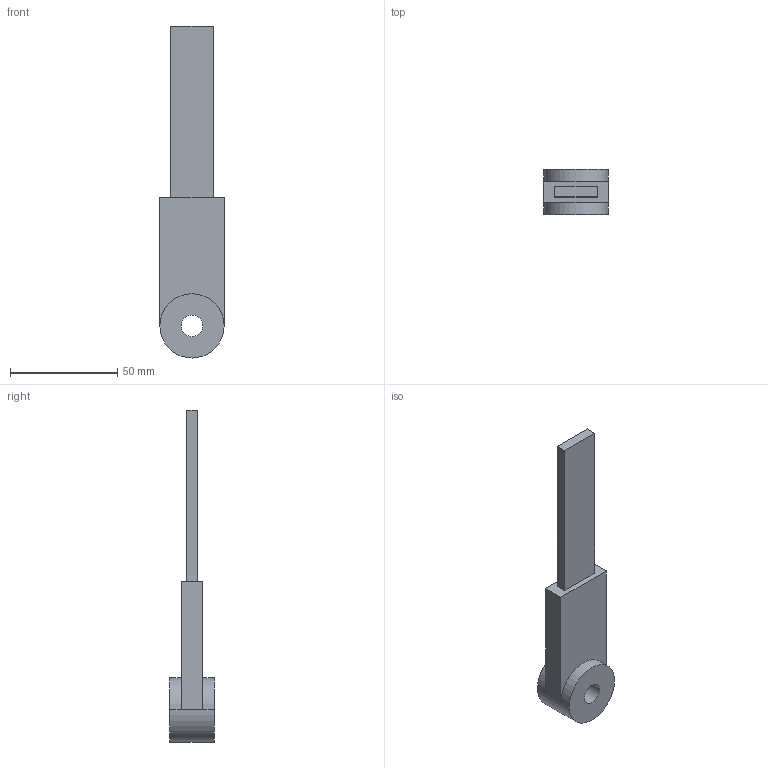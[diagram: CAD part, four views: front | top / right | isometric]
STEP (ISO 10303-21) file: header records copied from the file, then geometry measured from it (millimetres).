
FILE_DESCRIPTION((''),'2;1');
FILE_NAME('ANKLE_LINK','2019-08-23T15:17:01',('jbn176'),(''),'CREO PARAMETRIC BY PTC INC, 2018260','CREO PARAMETRIC BY PTC INC, 2018260','');
FILE_SCHEMA(('CONFIG_CONTROL_DESIGN'));
Length unit declared in the file: metre
Products named in the file (1): ANKLE_LINK
Bounding box: 30 x 21 x 155 mm (x, y, z)
Volume: 35660.4 mm3; surface area: 11817.5 mm2
Topology: 1 solids, 1 shells, 17 faces, 38 edges, 24 vertices
Faces by surface type: plane 12, cylinder 5
Entity records: 512 total; most frequent: DIRECTION 82, CARTESIAN_POINT 79, ORIENTED_EDGE 76, EDGE_CURVE 38, VECTOR 28, LINE 28, AXIS2_PLACEMENT_3D 27, VERTEX_POINT 24
